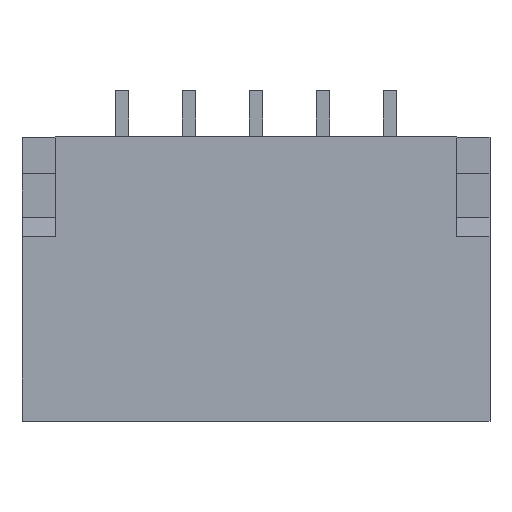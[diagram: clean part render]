
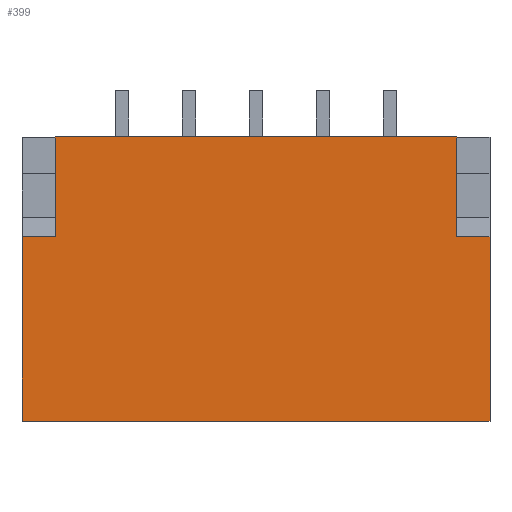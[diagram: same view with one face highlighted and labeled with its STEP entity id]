
A CAD part, top view. The second image highlights one B-rep face of the part: STEP entity #399.
In plain terms, the highlighted planar face has unit normal (0, 0, 1).
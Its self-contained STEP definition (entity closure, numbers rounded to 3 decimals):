
#27=VECTOR('',#28,1.);
#28=DIRECTION('',(0.,-1.,0.));
#35=DIRECTION('',(0.,0.,1.));
#53=VERTEX_POINT('',#54);
#54=CARTESIAN_POINT('',(-3.5,0.286,2.96));
#58=ORIENTED_EDGE('',*,*,#59,.T.);
#59=EDGE_CURVE('',#53,#60,#62,.T.);
#60=VERTEX_POINT('',#61);
#61=CARTESIAN_POINT('',(-3.5,-2.475,2.96));
#62=LINE('',#63,#27);
#63=CARTESIAN_POINT('',(-3.5,1.775,2.96));
#75=VECTOR('',#76,1.);
#76=DIRECTION('',(0.,1.,0.));
#94=DIRECTION('',(1.,0.,0.));
#110=VECTOR('',#94,1.);
#330=VERTEX_POINT('',#331);
#331=CARTESIAN_POINT('',(3.5,-2.475,2.96));
#335=EDGE_CURVE('',#60,#330,#336,.T.);
#336=LINE('',#61,#110);
#399=ADVANCED_FACE('',(#400),#432,.T.);
#400=FACE_BOUND('',#401,.T.);
#401=EDGE_LOOP('',(#402,#409,#414,#58,#417,#418,#424,#429));
#402=ORIENTED_EDGE('',*,*,#403,.F.);
#403=EDGE_CURVE('',#404,#406,#408,.T.);
#404=VERTEX_POINT('',#405);
#405=CARTESIAN_POINT('',(-3.,1.775,2.96));
#406=VERTEX_POINT('',#407);
#407=CARTESIAN_POINT('',(3.,1.775,2.96));
#408=LINE('',#63,#110);
#409=ORIENTED_EDGE('',*,*,#410,.F.);
#410=EDGE_CURVE('',#411,#404,#413,.T.);
#411=VERTEX_POINT('',#412);
#412=CARTESIAN_POINT('',(-3.,0.286,2.96));
#413=LINE('',#412,#75);
#414=ORIENTED_EDGE('',*,*,#415,.F.);
#415=EDGE_CURVE('',#53,#411,#416,.T.);
#416=LINE('',#54,#110);
#417=ORIENTED_EDGE('',*,*,#335,.T.);
#418=ORIENTED_EDGE('',*,*,#419,.F.);
#419=EDGE_CURVE('',#420,#330,#422,.T.);
#420=VERTEX_POINT('',#421);
#421=CARTESIAN_POINT('',(3.5,0.286,2.96));
#422=LINE('',#423,#27);
#423=CARTESIAN_POINT('',(3.5,1.775,2.96));
#424=ORIENTED_EDGE('',*,*,#425,.F.);
#425=EDGE_CURVE('',#426,#420,#428,.T.);
#426=VERTEX_POINT('',#427);
#427=CARTESIAN_POINT('',(3.,0.286,2.96));
#428=LINE('',#427,#110);
#429=ORIENTED_EDGE('',*,*,#430,.T.);
#430=EDGE_CURVE('',#426,#406,#431,.T.);
#431=LINE('',#427,#75);
#432=PLANE('',#433);
#433=AXIS2_PLACEMENT_3D('',#63,#35,#28);
